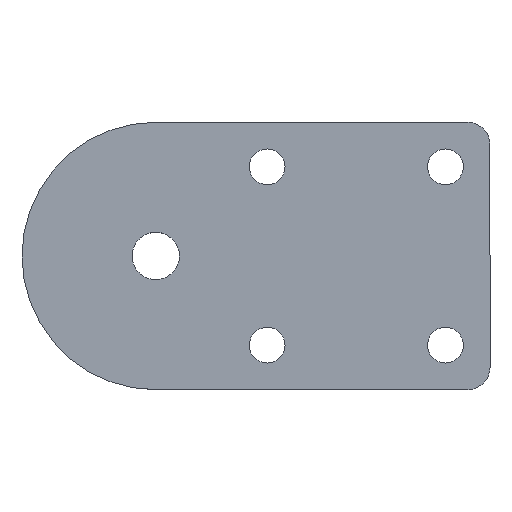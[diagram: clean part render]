
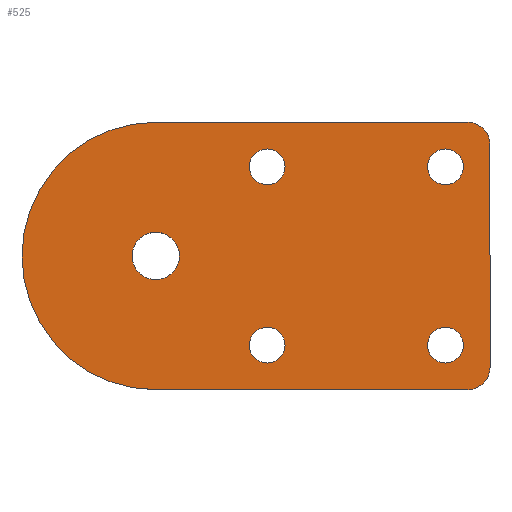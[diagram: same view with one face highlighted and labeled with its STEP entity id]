
A CAD part, top view. The second image highlights one B-rep face of the part: STEP entity #525.
In plain terms, the highlighted planar face has unit normal (0, 0, 1).
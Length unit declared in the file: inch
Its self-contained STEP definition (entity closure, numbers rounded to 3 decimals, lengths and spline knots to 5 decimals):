
#5 = EDGE_LOOP ( 'NONE', ( #417, #610 ) ) ;
#10 = EDGE_CURVE ( 'NONE', #427, #365, #278, .T. ) ;
#12 = EDGE_LOOP ( 'NONE', ( #493, #84 ) ) ;
#21 = VERTEX_POINT ( 'NONE', #123 ) ;
#44 = CIRCLE ( 'NONE', #143, 0.1005 ) ;
#45 = CARTESIAN_POINT ( 'NONE',  ( 1.625, -0.5, 0. ) ) ;
#47 = VERTEX_POINT ( 'NONE', #184 ) ;
#50 = EDGE_CURVE ( 'NONE', #47, #21, #375, .T. ) ;
#54 = CIRCLE ( 'NONE', #642, 0.1005 ) ;
#56 = CARTESIAN_POINT ( 'NONE',  ( 1.625, 0.5, 0. ) ) ;
#57 = CARTESIAN_POINT ( 'NONE',  ( 1.625, 0.5, 0. ) ) ;
#58 = AXIS2_PLACEMENT_3D ( 'NONE', #260, #309, #257 ) ;
#68 = ORIENTED_EDGE ( 'NONE', *, *, #214, .F. ) ;
#71 = CIRCLE ( 'NONE', #58, 0.1005 ) ;
#78 = CIRCLE ( 'NONE', #623, 0.75 ) ;
#79 = DIRECTION ( 'NONE',  ( 1., 0., 0. ) ) ;
#80 = ORIENTED_EDGE ( 'NONE', *, *, #110, .T. ) ;
#81 = EDGE_CURVE ( 'NONE', #475, #243, #212, .T. ) ;
#82 = DIRECTION ( 'NONE',  ( 1., 0., 0. ) ) ;
#84 = ORIENTED_EDGE ( 'NONE', *, *, #50, .F. ) ;
#86 = VERTEX_POINT ( 'NONE', #529 ) ;
#89 = DIRECTION ( 'NONE',  ( -1., 0., 0. ) ) ;
#90 = CIRCLE ( 'NONE', #450, 0.133 ) ;
#99 = CARTESIAN_POINT ( 'NONE',  ( 1.875, 0.625, 0. ) ) ;
#110 = EDGE_CURVE ( 'NONE', #365, #475, #133, .T. ) ;
#112 = CIRCLE ( 'NONE', #327, 0.1005 ) ;
#119 = AXIS2_PLACEMENT_3D ( 'NONE', #644, #191, #502 ) ;
#121 = DIRECTION ( 'NONE',  ( 0., 0., 1. ) ) ;
#123 = CARTESIAN_POINT ( 'NONE',  ( 0.133, 0., 0. ) ) ;
#128 = DIRECTION ( 'NONE',  ( 1., 0., 0. ) ) ;
#130 = ORIENTED_EDGE ( 'NONE', *, *, #626, .F. ) ;
#132 = EDGE_CURVE ( 'NONE', #607, #549, #645, .T. ) ;
#133 = LINE ( 'NONE', #224, #231 ) ;
#137 = CARTESIAN_POINT ( 'NONE',  ( 1.75, -0.625, 0. ) ) ;
#142 = CARTESIAN_POINT ( 'NONE',  ( 1.75, 0.75, 0. ) ) ;
#143 = AXIS2_PLACEMENT_3D ( 'NONE', #57, #507, #406 ) ;
#144 = CARTESIAN_POINT ( 'NONE',  ( 1.625, -0.5, 0. ) ) ;
#145 = CARTESIAN_POINT ( 'NONE',  ( 0.5245, 0.5, 0. ) ) ;
#146 = DIRECTION ( 'NONE',  ( 0., 0., 1. ) ) ;
#147 = DIRECTION ( 'NONE',  ( 0., 0., 1. ) ) ;
#153 = VERTEX_POINT ( 'NONE', #145 ) ;
#155 = CARTESIAN_POINT ( 'NONE',  ( 1.875, -0.75, 0. ) ) ;
#157 = DIRECTION ( 'NONE',  ( 1., 0., 0. ) ) ;
#168 = DIRECTION ( 'NONE',  ( 1., 0., 0. ) ) ;
#184 = CARTESIAN_POINT ( 'NONE',  ( -0.133, 0., 0. ) ) ;
#185 = DIRECTION ( 'NONE',  ( 0., 0., 1. ) ) ;
#188 = LINE ( 'NONE', #155, #346 ) ;
#191 = DIRECTION ( 'NONE',  ( 0., 0., 1. ) ) ;
#192 = CARTESIAN_POINT ( 'NONE',  ( 0.625, -0.5, 0. ) ) ;
#194 = EDGE_CURVE ( 'NONE', #243, #210, #287, .T. ) ;
#201 = DIRECTION ( 'NONE',  ( 0., 0., 1. ) ) ;
#205 = CARTESIAN_POINT ( 'NONE',  ( 0., 0., 0. ) ) ;
#207 = ORIENTED_EDGE ( 'NONE', *, *, #514, .F. ) ;
#210 = VERTEX_POINT ( 'NONE', #534 ) ;
#212 = CIRCLE ( 'NONE', #380, 0.125 ) ;
#214 = EDGE_CURVE ( 'NONE', #549, #607, #548, .T. ) ;
#215 = VERTEX_POINT ( 'NONE', #234 ) ;
#219 = VERTEX_POINT ( 'NONE', #490 ) ;
#224 = CARTESIAN_POINT ( 'NONE',  ( 1.875, 0.75, 0. ) ) ;
#230 = AXIS2_PLACEMENT_3D ( 'NONE', #144, #121, #168 ) ;
#231 = VECTOR ( 'NONE', #424, 39.37008 ) ;
#234 = CARTESIAN_POINT ( 'NONE',  ( 0.7255, 0.5, 0. ) ) ;
#243 = VERTEX_POINT ( 'NONE', #142 ) ;
#244 = DIRECTION ( 'NONE',  ( 0., 0., 1. ) ) ;
#252 = ORIENTED_EDGE ( 'NONE', *, *, #567, .F. ) ;
#257 = DIRECTION ( 'NONE',  ( 1., 0., 0. ) ) ;
#260 = CARTESIAN_POINT ( 'NONE',  ( 0.625, 0.5, 0. ) ) ;
#265 = DIRECTION ( 'NONE',  ( 0., 0., 1. ) ) ;
#278 = CIRCLE ( 'NONE', #597, 0.125 ) ;
#280 = EDGE_LOOP ( 'NONE', ( #404, #616, #80, #530, #568, #564 ) ) ;
#281 = EDGE_CURVE ( 'NONE', #444, #427, #188, .T. ) ;
#282 = CIRCLE ( 'NONE', #230, 0.1005 ) ;
#283 = CARTESIAN_POINT ( 'NONE',  ( 1.875, 0.75, 0. ) ) ;
#287 = LINE ( 'NONE', #283, #483 ) ;
#289 = VERTEX_POINT ( 'NONE', #305 ) ;
#290 = CARTESIAN_POINT ( 'NONE',  ( 1.7255, -0.5, 0. ) ) ;
#292 = ORIENTED_EDGE ( 'NONE', *, *, #132, .F. ) ;
#295 = EDGE_LOOP ( 'NONE', ( #252, #207 ) ) ;
#296 = FACE_BOUND ( 'NONE', #295, .T. ) ;
#305 = CARTESIAN_POINT ( 'NONE',  ( 1.5245, 0.5, 0. ) ) ;
#309 = DIRECTION ( 'NONE',  ( 0., 0., 1. ) ) ;
#310 = EDGE_CURVE ( 'NONE', #153, #215, #71, .T. ) ;
#312 = CARTESIAN_POINT ( 'NONE',  ( 0.625, 0.5, 0. ) ) ;
#316 = CARTESIAN_POINT ( 'NONE',  ( 0.5245, -0.5, 0. ) ) ;
#327 = AXIS2_PLACEMENT_3D ( 'NONE', #56, #244, #539 ) ;
#330 = EDGE_CURVE ( 'NONE', #289, #219, #44, .T. ) ;
#331 = DIRECTION ( 'NONE',  ( 0., 0., 1. ) ) ;
#337 = FACE_BOUND ( 'NONE', #353, .T. ) ;
#339 = CARTESIAN_POINT ( 'NONE',  ( 0.625, -0.5, 0. ) ) ;
#340 = ORIENTED_EDGE ( 'NONE', *, *, #310, .F. ) ;
#346 = VECTOR ( 'NONE', #603, 39.37008 ) ;
#351 = CARTESIAN_POINT ( 'NONE',  ( 0., 0., 0. ) ) ;
#353 = EDGE_LOOP ( 'NONE', ( #130, #340 ) ) ;
#354 = DIRECTION ( 'NONE',  ( 1., 0., 0. ) ) ;
#355 = CARTESIAN_POINT ( 'NONE',  ( 1.75, -0.75, 0. ) ) ;
#357 = EDGE_LOOP ( 'NONE', ( #68, #292 ) ) ;
#363 = CARTESIAN_POINT ( 'NONE',  ( 1.875, -0.625, 0. ) ) ;
#365 = VERTEX_POINT ( 'NONE', #363 ) ;
#367 = CIRCLE ( 'NONE', #430, 0.1005 ) ;
#375 = CIRCLE ( 'NONE', #605, 0.133 ) ;
#380 = AXIS2_PLACEMENT_3D ( 'NONE', #526, #185, #82 ) ;
#381 = DIRECTION ( 'NONE',  ( 0., 0., 1. ) ) ;
#382 = DIRECTION ( 'NONE',  ( 0., 0., 1. ) ) ;
#383 = DIRECTION ( 'NONE',  ( -1., 0., 0. ) ) ;
#386 = CARTESIAN_POINT ( 'NONE',  ( 0.7255, -0.5, 0. ) ) ;
#390 = DIRECTION ( 'NONE',  ( -1., 0., 0. ) ) ;
#397 = FACE_BOUND ( 'NONE', #12, .T. ) ;
#404 = ORIENTED_EDGE ( 'NONE', *, *, #281, .T. ) ;
#406 = DIRECTION ( 'NONE',  ( -1., 0., 0. ) ) ;
#417 = ORIENTED_EDGE ( 'NONE', *, *, #458, .F. ) ;
#424 = DIRECTION ( 'NONE',  ( 0., 1., 0. ) ) ;
#427 = VERTEX_POINT ( 'NONE', #355 ) ;
#430 = AXIS2_PLACEMENT_3D ( 'NONE', #312, #463, #558 ) ;
#442 = FACE_OUTER_BOUND ( 'NONE', #280, .T. ) ;
#444 = VERTEX_POINT ( 'NONE', #513 ) ;
#450 = AXIS2_PLACEMENT_3D ( 'NONE', #351, #146, #543 ) ;
#454 = EDGE_CURVE ( 'NONE', #21, #47, #90, .T. ) ;
#458 = EDGE_CURVE ( 'NONE', #219, #289, #112, .T. ) ;
#463 = DIRECTION ( 'NONE',  ( 0., 0., 1. ) ) ;
#471 = AXIS2_PLACEMENT_3D ( 'NONE', #192, #382, #390 ) ;
#475 = VERTEX_POINT ( 'NONE', #99 ) ;
#483 = VECTOR ( 'NONE', #383, 39.37008 ) ;
#490 = CARTESIAN_POINT ( 'NONE',  ( 1.7255, 0.5, 0. ) ) ;
#493 = ORIENTED_EDGE ( 'NONE', *, *, #454, .F. ) ;
#494 = FACE_BOUND ( 'NONE', #357, .T. ) ;
#502 = DIRECTION ( 'NONE',  ( 1., 0., 0. ) ) ;
#507 = DIRECTION ( 'NONE',  ( 0., 0., 1. ) ) ;
#512 = VERTEX_POINT ( 'NONE', #290 ) ;
#513 = CARTESIAN_POINT ( 'NONE',  ( 0., -0.75, 0. ) ) ;
#514 = EDGE_CURVE ( 'NONE', #86, #512, #54, .T. ) ;
#525 = ADVANCED_FACE ( 'NONE', ( #494, #296, #550, #337, #397, #442 ), #647, .T. ) ;
#526 = CARTESIAN_POINT ( 'NONE',  ( 1.75, 0.625, 0. ) ) ;
#529 = CARTESIAN_POINT ( 'NONE',  ( 1.5245, -0.5, 0. ) ) ;
#530 = ORIENTED_EDGE ( 'NONE', *, *, #81, .T. ) ;
#534 = CARTESIAN_POINT ( 'NONE',  ( 0., 0.75, 0. ) ) ;
#539 = DIRECTION ( 'NONE',  ( -1., 0., 0. ) ) ;
#543 = DIRECTION ( 'NONE',  ( 1., 0., 0. ) ) ;
#548 = CIRCLE ( 'NONE', #581, 0.1005 ) ;
#549 = VERTEX_POINT ( 'NONE', #386 ) ;
#550 = FACE_BOUND ( 'NONE', #5, .T. ) ;
#558 = DIRECTION ( 'NONE',  ( 1., 0., 0. ) ) ;
#564 = ORIENTED_EDGE ( 'NONE', *, *, #617, .T. ) ;
#567 = EDGE_CURVE ( 'NONE', #512, #86, #282, .T. ) ;
#568 = ORIENTED_EDGE ( 'NONE', *, *, #194, .T. ) ;
#578 = CARTESIAN_POINT ( 'NONE',  ( 0., 0., 0. ) ) ;
#581 = AXIS2_PLACEMENT_3D ( 'NONE', #339, #147, #89 ) ;
#597 = AXIS2_PLACEMENT_3D ( 'NONE', #137, #331, #79 ) ;
#603 = DIRECTION ( 'NONE',  ( 1., 0., 0. ) ) ;
#605 = AXIS2_PLACEMENT_3D ( 'NONE', #578, #381, #128 ) ;
#607 = VERTEX_POINT ( 'NONE', #316 ) ;
#610 = ORIENTED_EDGE ( 'NONE', *, *, #330, .F. ) ;
#616 = ORIENTED_EDGE ( 'NONE', *, *, #10, .T. ) ;
#617 = EDGE_CURVE ( 'NONE', #210, #444, #78, .T. ) ;
#623 = AXIS2_PLACEMENT_3D ( 'NONE', #205, #265, #354 ) ;
#626 = EDGE_CURVE ( 'NONE', #215, #153, #367, .T. ) ;
#642 = AXIS2_PLACEMENT_3D ( 'NONE', #45, #201, #157 ) ;
#644 = CARTESIAN_POINT ( 'NONE',  ( 0., 0., 0. ) ) ;
#645 = CIRCLE ( 'NONE', #471, 0.1005 ) ;
#647 = PLANE ( 'NONE',  #119 ) ;
